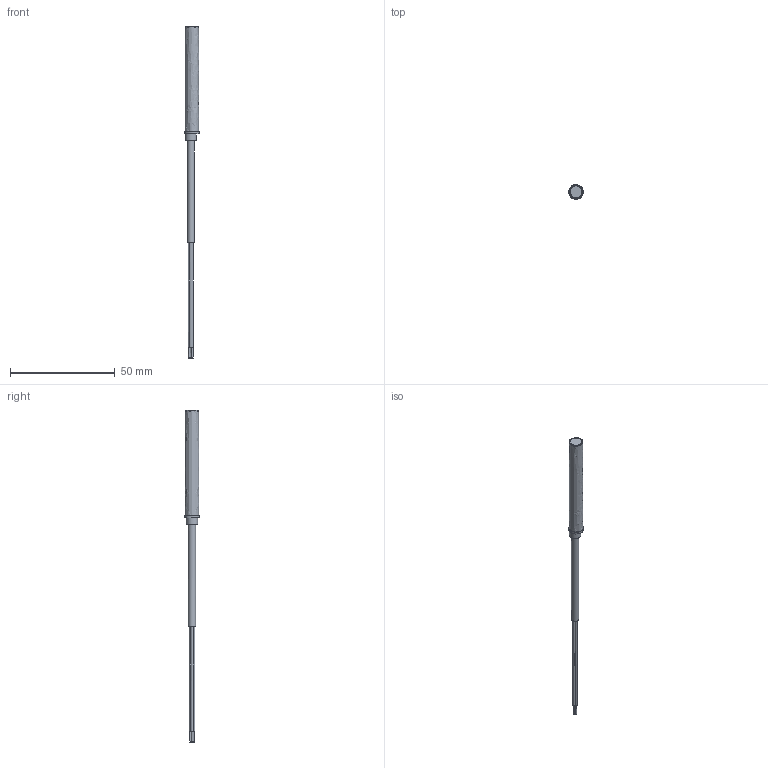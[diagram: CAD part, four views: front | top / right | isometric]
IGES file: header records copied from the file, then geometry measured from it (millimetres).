
Global section: file name: KDCT 6.5 V02 G3-4; native system: Autodesk Inventor 2015; preprocessor: unknown; author: lck; date: 20150720.143742; units: millimetre
Bounding box: 7 x 7 x 158.38 mm (x, y, z)
Volume: 2227.2 mm3; surface area: 3197.5 mm2
Topology: 1 solids, 27 shells, 58 faces, 109 edges, 81 vertices
Faces by surface type: bspline 58
